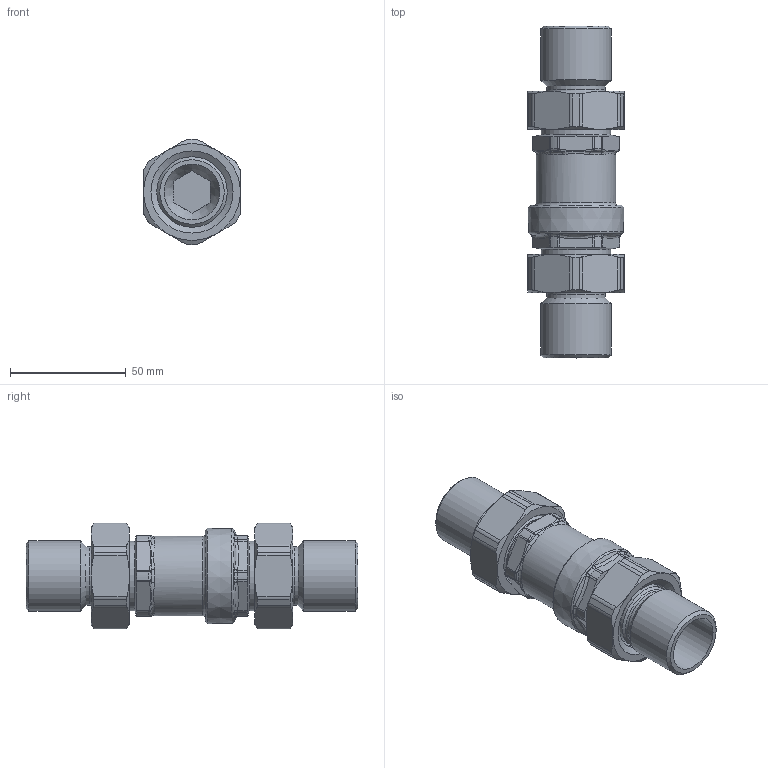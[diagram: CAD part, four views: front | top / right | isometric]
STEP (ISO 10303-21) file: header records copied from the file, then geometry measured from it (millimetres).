
FILE_DESCRIPTION(/* description */ (''),/* implementation_level */ '2;1');
FILE_NAME(/* name */ '127361AF_Simplify_1.stp',/* time_stamp */ '2025-08-14T13:45:45-05:00',/* author */ ('ischreiner'),/* organization */ (''),/* preprocessor_version */ 'ST-DEVELOPER v20',/* originating_system */ 'Autodesk Inventor 2025',/* authorisation */ '');
FILE_SCHEMA (('AUTOMOTIVE_DESIGN { 1 0 10303 214 3 1 1 }'));
Length unit declared in the file: inch
Products named in the file (1): 127361AF_Simplify_1
Bounding box: 41.91 x 143.64 x 45.85 mm (x, y, z)
Volume: 72573.3 mm3; surface area: 42235.5 mm2
Topology: 5 solids, 5 shells, 332 faces, 775 edges, 468 vertices
Faces by surface type: plane 89, cone 79, cylinder 75, torus 45, bspline 44
Full cylindrical faces by diameter (mm): 21 x2, 24.1 x2, 24.13 x2, 25 x2, 25.4 x2, 27.94 x2, 28.3 x2, 28.5 x1, 28.6 x1, 30 x4, 30.048 x2, 30.2 x1, 30.3 x2, 30.4 x1, 30.48 x4, 33.1 x2, 34.5 x1
Entity records: 12763 total; most frequent: CARTESIAN_POINT 5294, ORIENTED_EDGE 1550, DIRECTION 1400, EDGE_CURVE 775, AXIS2_PLACEMENT_3D 590, VERTEX_POINT 468, EDGE_LOOP 353, STYLED_ITEM 337
